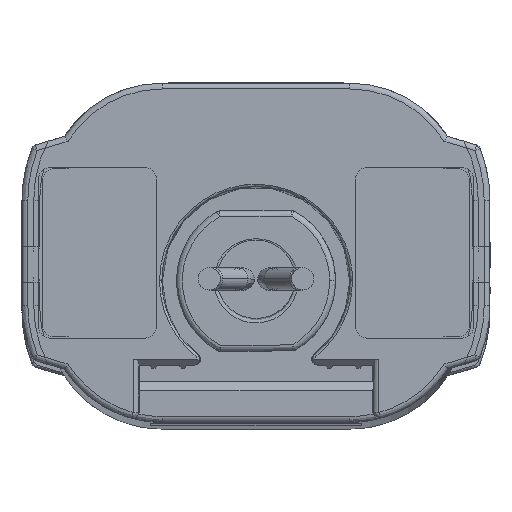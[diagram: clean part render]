
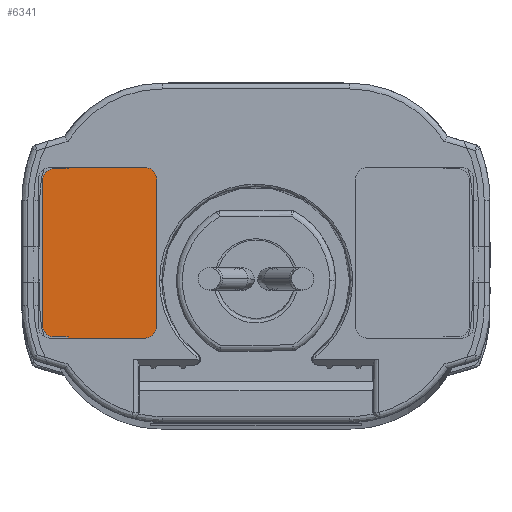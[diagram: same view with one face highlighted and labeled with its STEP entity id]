
A CAD part, top view. The second image highlights one B-rep face of the part: STEP entity #6341.
In plain terms, the highlighted planar face has unit normal (0, 0, 1).
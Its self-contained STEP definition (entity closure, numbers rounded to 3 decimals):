
#133 = VECTOR ( 'NONE', #5935, 1000. ) ;
#146 = CIRCLE ( 'NONE', #18326, 1. ) ;
#530 = DIRECTION ( 'NONE',  ( -1., 0., 0. ) ) ;
#786 = VERTEX_POINT ( 'NONE', #14222 ) ;
#1058 = PLANE ( 'NONE',  #13762 ) ;
#1231 = EDGE_CURVE ( 'NONE', #18206, #12527, #1958, .T. ) ;
#1390 = LINE ( 'NONE', #7563, #7039 ) ;
#1403 = LINE ( 'NONE', #18794, #13475 ) ;
#1566 = VERTEX_POINT ( 'NONE', #12294 ) ;
#1804 = EDGE_CURVE ( 'NONE', #14525, #5013, #15906, .T. ) ;
#1958 = CIRCLE ( 'NONE', #12777, 1. ) ;
#1998 = AXIS2_PLACEMENT_3D ( 'NONE', #15781, #5452, #11338 ) ;
#2177 = CARTESIAN_POINT ( 'NONE',  ( -17.25, -7.2, 164.9 ) ) ;
#2772 = DIRECTION ( 'NONE',  ( 0., -1., 0. ) ) ;
#2933 = CARTESIAN_POINT ( 'NONE',  ( -13.375, 7.2, 164.9 ) ) ;
#3264 = CARTESIAN_POINT ( 'NONE',  ( -13.55, -7.3, 164.9 ) ) ;
#3435 = CARTESIAN_POINT ( 'NONE',  ( -16.062, 0., 164.9 ) ) ;
#3841 = DIRECTION ( 'NONE',  ( 0., 1., 0. ) ) ;
#3844 = VECTOR ( 'NONE', #2772, 1000. ) ;
#3960 = CARTESIAN_POINT ( 'NONE',  ( -18.25, -7.3, 164.9 ) ) ;
#4044 = ORIENTED_EDGE ( 'NONE', *, *, #1804, .T. ) ;
#4280 = DIRECTION ( 'NONE',  ( -1., 0., 0. ) ) ;
#4379 = CARTESIAN_POINT ( 'NONE',  ( -18.25, 6.2, 164.9 ) ) ;
#4536 = VECTOR ( 'NONE', #9165, 1000. ) ;
#4771 = CARTESIAN_POINT ( 'NONE',  ( -9.5, 6.3, 164.9 ) ) ;
#4789 = DIRECTION ( 'NONE',  ( 0., -1., 0. ) ) ;
#5013 = VERTEX_POINT ( 'NONE', #15624 ) ;
#5289 = EDGE_CURVE ( 'NONE', #10973, #13366, #10610, .T. ) ;
#5337 = ORIENTED_EDGE ( 'NONE', *, *, #12856, .T. ) ;
#5449 = ORIENTED_EDGE ( 'NONE', *, *, #15677, .T. ) ;
#5452 = DIRECTION ( 'NONE',  ( 0., 0., 1. ) ) ;
#5808 = VERTEX_POINT ( 'NONE', #17768 ) ;
#5935 = DIRECTION ( 'NONE',  ( -1., 0., 0. ) ) ;
#6341 = ADVANCED_FACE ( 'NONE', ( #9755 ), #1058, .T. ) ;
#6491 = CARTESIAN_POINT ( 'NONE',  ( -16.062, -7.3, 164.9 ) ) ;
#6533 = ORIENTED_EDGE ( 'NONE', *, *, #16488, .T. ) ;
#6954 = EDGE_CURVE ( 'NONE', #7196, #10973, #1403, .T. ) ;
#7039 = VECTOR ( 'NONE', #8727, 1000. ) ;
#7196 = VERTEX_POINT ( 'NONE', #11352 ) ;
#7254 = AXIS2_PLACEMENT_3D ( 'NONE', #18757, #8530, #4280 ) ;
#7394 = CARTESIAN_POINT ( 'NONE',  ( -18.25, 0., 164.9 ) ) ;
#7554 = CIRCLE ( 'NONE', #1998, 1. ) ;
#7563 = CARTESIAN_POINT ( 'NONE',  ( -13.55, 7.3, 164.9 ) ) ;
#7919 = ORIENTED_EDGE ( 'NONE', *, *, #11878, .T. ) ;
#8016 = CARTESIAN_POINT ( 'NONE',  ( -8.5, 6.3, 164.9 ) ) ;
#8312 = DIRECTION ( 'NONE',  ( 1., 0., 0. ) ) ;
#8530 = DIRECTION ( 'NONE',  ( 0., 0., 1. ) ) ;
#8711 = DIRECTION ( 'NONE',  ( 0., 0., 1. ) ) ;
#8727 = DIRECTION ( 'NONE',  ( -1., 0., 0. ) ) ;
#9001 = VERTEX_POINT ( 'NONE', #2177 ) ;
#9165 = DIRECTION ( 'NONE',  ( 1., 0., 0. ) ) ;
#9755 = FACE_OUTER_BOUND ( 'NONE', #17707, .T. ) ;
#10048 = DIRECTION ( 'NONE',  ( 0., 0., 1. ) ) ;
#10139 = VECTOR ( 'NONE', #3841, 1000. ) ;
#10178 = ORIENTED_EDGE ( 'NONE', *, *, #15499, .T. ) ;
#10610 = LINE ( 'NONE', #3264, #4536 ) ;
#10973 = VERTEX_POINT ( 'NONE', #6491 ) ;
#10982 = VECTOR ( 'NONE', #4789, 1000. ) ;
#11319 = ORIENTED_EDGE ( 'NONE', *, *, #11869, .T. ) ;
#11338 = DIRECTION ( 'NONE',  ( -1., 0., 0. ) ) ;
#11352 = CARTESIAN_POINT ( 'NONE',  ( -16.062, -7.2, 164.9 ) ) ;
#11435 = DIRECTION ( 'NONE',  ( -1., 0., 0. ) ) ;
#11590 = EDGE_CURVE ( 'NONE', #786, #17597, #13640, .T. ) ;
#11869 = EDGE_CURVE ( 'NONE', #13366, #1566, #146, .T. ) ;
#11875 = ORIENTED_EDGE ( 'NONE', *, *, #6954, .T. ) ;
#11878 = EDGE_CURVE ( 'NONE', #17597, #14525, #7554, .T. ) ;
#11914 = EDGE_CURVE ( 'NONE', #5013, #9001, #12821, .T. ) ;
#12231 = ORIENTED_EDGE ( 'NONE', *, *, #11914, .T. ) ;
#12294 = CARTESIAN_POINT ( 'NONE',  ( -8.5, -6.3, 164.9 ) ) ;
#12527 = VERTEX_POINT ( 'NONE', #8016 ) ;
#12695 = CARTESIAN_POINT ( 'NONE',  ( -9.5, -6.3, 164.9 ) ) ;
#12777 = AXIS2_PLACEMENT_3D ( 'NONE', #4771, #13124, #530 ) ;
#12821 = CIRCLE ( 'NONE', #7254, 1. ) ;
#12856 = EDGE_CURVE ( 'NONE', #5808, #786, #13671, .T. ) ;
#12944 = LINE ( 'NONE', #16966, #10139 ) ;
#13085 = CARTESIAN_POINT ( 'NONE',  ( -13.375, -7.2, 164.9 ) ) ;
#13124 = DIRECTION ( 'NONE',  ( 0., 0., -1. ) ) ;
#13366 = VERTEX_POINT ( 'NONE', #14306 ) ;
#13475 = VECTOR ( 'NONE', #17695, 1000. ) ;
#13640 = LINE ( 'NONE', #2933, #133 ) ;
#13671 = LINE ( 'NONE', #3435, #10982 ) ;
#13762 = AXIS2_PLACEMENT_3D ( 'NONE', #3960, #10048, #8312 ) ;
#14129 = VECTOR ( 'NONE', #14163, 1000. ) ;
#14163 = DIRECTION ( 'NONE',  ( 1., 0., 0. ) ) ;
#14222 = CARTESIAN_POINT ( 'NONE',  ( -16.062, 7.2, 164.9 ) ) ;
#14306 = CARTESIAN_POINT ( 'NONE',  ( -9.5, -7.3, 164.9 ) ) ;
#14525 = VERTEX_POINT ( 'NONE', #4379 ) ;
#15499 = EDGE_CURVE ( 'NONE', #9001, #7196, #17128, .T. ) ;
#15624 = CARTESIAN_POINT ( 'NONE',  ( -18.25, -6.2, 164.9 ) ) ;
#15677 = EDGE_CURVE ( 'NONE', #18206, #5808, #1390, .T. ) ;
#15781 = CARTESIAN_POINT ( 'NONE',  ( -17.25, 6.2, 164.9 ) ) ;
#15906 = LINE ( 'NONE', #7394, #3844 ) ;
#16488 = EDGE_CURVE ( 'NONE', #1566, #12527, #12944, .T. ) ;
#16966 = CARTESIAN_POINT ( 'NONE',  ( -8.5, 0., 164.9 ) ) ;
#17128 = LINE ( 'NONE', #13085, #14129 ) ;
#17597 = VERTEX_POINT ( 'NONE', #18417 ) ;
#17695 = DIRECTION ( 'NONE',  ( 0., -1., 0. ) ) ;
#17707 = EDGE_LOOP ( 'NONE', ( #7919, #4044, #12231, #10178, #11875, #18443, #11319, #6533, #18688, #5449, #5337, #18476 ) ) ;
#17730 = CARTESIAN_POINT ( 'NONE',  ( -9.5, 7.3, 164.9 ) ) ;
#17768 = CARTESIAN_POINT ( 'NONE',  ( -16.062, 7.3, 164.9 ) ) ;
#18206 = VERTEX_POINT ( 'NONE', #17730 ) ;
#18326 = AXIS2_PLACEMENT_3D ( 'NONE', #12695, #8711, #11435 ) ;
#18417 = CARTESIAN_POINT ( 'NONE',  ( -17.25, 7.2, 164.9 ) ) ;
#18443 = ORIENTED_EDGE ( 'NONE', *, *, #5289, .T. ) ;
#18476 = ORIENTED_EDGE ( 'NONE', *, *, #11590, .T. ) ;
#18688 = ORIENTED_EDGE ( 'NONE', *, *, #1231, .F. ) ;
#18757 = CARTESIAN_POINT ( 'NONE',  ( -17.25, -6.2, 164.9 ) ) ;
#18794 = CARTESIAN_POINT ( 'NONE',  ( -16.062, 0., 164.9 ) ) ;
